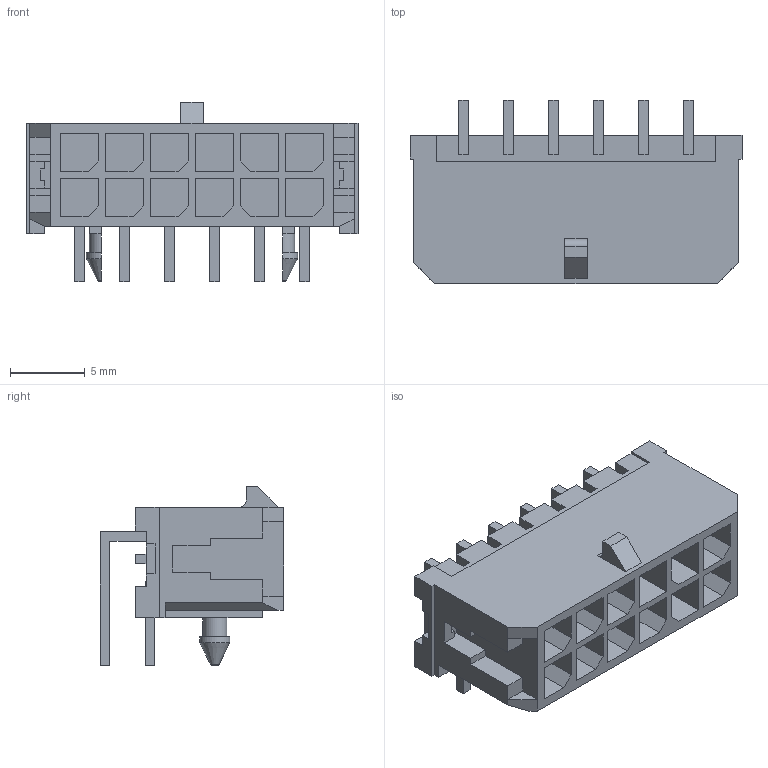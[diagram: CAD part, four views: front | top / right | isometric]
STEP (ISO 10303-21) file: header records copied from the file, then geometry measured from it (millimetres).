
FILE_DESCRIPTION((''),'2;1');
FILE_NAME('MOLEX_43045-1200.stp','2013-06-11T13:34:49',(''),(''),'Mechanical Desktop 2011','Mechanical Desktop 2011',', , ');
FILE_SCHEMA(('AUTOMOTIVE_DESIGN { 1 2 10303 214 1 1 1 1 }'));
Length unit declared in the file: millimetre
Products named in the file (1): Product
Bounding box: 22.15 x 12.24 x 11.95 mm (x, y, z)
Volume: 892.7 mm3; surface area: 2105.5 mm2
Topology: 13 solids, 13 shells, 365 faces, 942 edges, 616 vertices
Faces by surface type: plane 296, bspline 62, cylinder 5, cone 2
Entity records: 10941 total; most frequent: CARTESIAN_POINT 2173, ORIENTED_EDGE 1880, DIRECTION 1568, EDGE_CURVE 940, VECTOR 920, LINE 920, VERTEX_POINT 616, EDGE_LOOP 380
